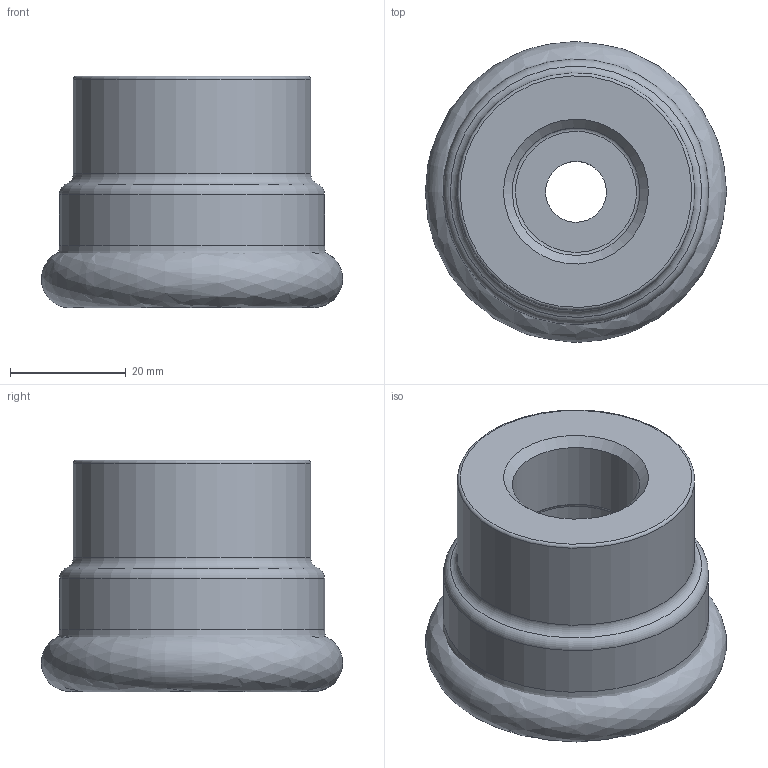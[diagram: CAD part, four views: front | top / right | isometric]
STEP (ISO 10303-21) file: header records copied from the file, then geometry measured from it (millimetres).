
FILE_DESCRIPTION(/* description */ (''),/* implementation_level */ '2;1');
FILE_NAME(/* name */ '1543897775847.stp',/* time_stamp */ '2018-12-04T10:00:00+06:00',/* author */ (''),/* organization */ ('SMS'),/* preprocessor_version */ 'ST-DEVELOPER v15',/* originating_system */ 'SIEMENS PLM Software NX 8.5',/* authorisation */ '');
FILE_SCHEMA (('AUTOMOTIVE_DESIGN { 1 0 10303 214 3 1 1 1 }'));
Length unit declared in the file: millimetre
Products named in the file (4): ASSEMBLY_CONSTRUCTION; 201862514mod000_00; 201954277mod000_00; 201954275mod000_00
Assembly tree (3 placements, depth 2):
  201954275mod000_00
    201954277mod000_00
    201862514mod000_00
    ASSEMBLY_CONSTRUCTION
Bounding box: 51.99 x 52 x 40 mm (x, y, z)
Volume: 57066.9 mm3; surface area: 14730.2 mm2
Topology: 2 solids, 2 shells, 27 faces, 52 edges, 44 vertices
Faces by surface type: torus 10, cylinder 6, plane 5, cone 3, revolution 2, bspline 1
Full cylindrical faces by diameter (mm): 10.5 x1, 17.1 x1, 22.011 x1, 22.5 x1, 41 x1, 45.81 x1
Entity records: 2465 total; most frequent: CARTESIAN_POINT 1746, DIRECTION 136, AXIS2_PLACEMENT_3D 67, FACE_BOUND 53, EDGE_LOOP 52, ORIENTED_EDGE 52, STYLED_ITEM 30, PRESENTATION_STYLE_ASSIGNMENT 30
